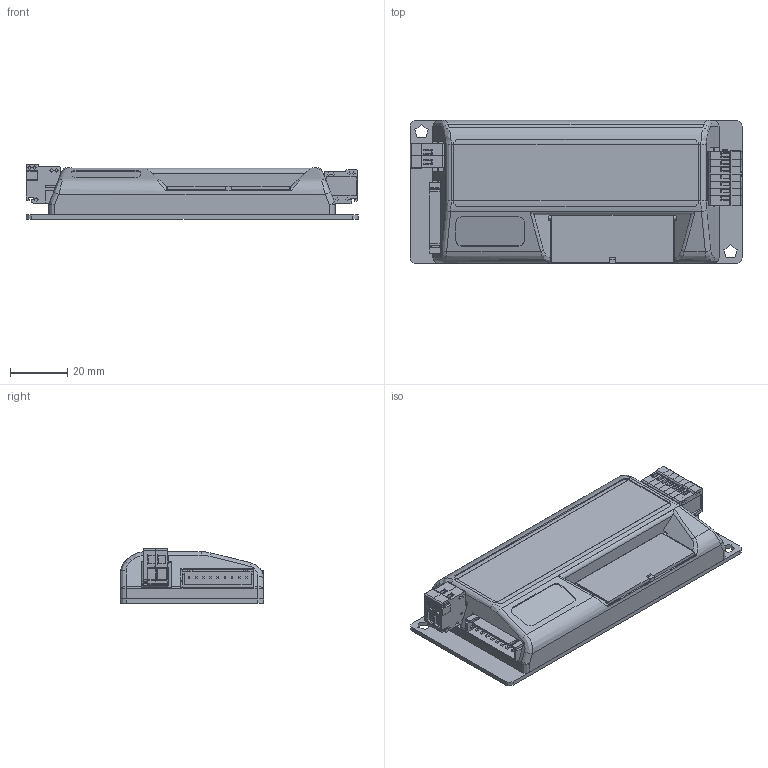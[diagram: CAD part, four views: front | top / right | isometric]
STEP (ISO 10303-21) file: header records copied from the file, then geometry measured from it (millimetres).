
FILE_DESCRIPTION(/* description */ (''),/* implementation_level */ '2;1');
FILE_NAME(/* name */ 'EZ-Qube-P v4.step',/* time_stamp */ '2022-08-30T15:48:36-04:00',/* author */ (''),/* organization */ (''),/* preprocessor_version */ 'ST-DEVELOPER v19',/* originating_system */ 'Autodesk Translation Framework v11.7.0.108',/* authorisation */ '');
FILE_SCHEMA (('AUTOMOTIVE_DESIGN { 1 0 10303 214 3 1 1 }'));
Products named in the file (11): EZ-Qube-P; EZ-Qube Family; EZ-Qube Heat Sink; EZ-Qube N/P PCB; 8EDGK-3.5-02P-11-01A(H); 8EDGK-2.5-07P-11-01A(H); EZ-Qube PCB Screw; EZ-Qube Top; EZ-Qube Window; EZ-Qube-N/P Overlay; EZ-Qube P Small Overlay
Assembly tree (13 placements, depth 4):
  EZ-Qube-P
    EZ-Qube Family
      EZ-Qube Heat Sink
      EZ-Qube N/P PCB
        8EDGK-3.5-02P-11-01A(H)
        8EDGK-2.5-07P-11-01A(H)
      EZ-Qube PCB Screw  x4
      EZ-Qube Top
      EZ-Qube Window
    EZ-Qube-N/P Overlay
    EZ-Qube P Small Overlay
Bounding box: 116.01 x 50 x 19.05 mm (x, y, z)
Volume: 32536.7 mm3; surface area: 56797.5 mm2
Topology: 49 solids, 145 shells, 6370 faces, 16822 edges, 10760 vertices
Faces by surface type: plane 4399, cylinder 1160, bspline 387, cone 359, sphere 40, torus 25
Full cylindrical faces by diameter (mm): 0.037 x4, 0.15 x7, 0.305 x8, 0.508 x30, 0.6 x9, 0.762 x10, 0.8 x12, 0.801 x28, 1 x9, 1.001 x53, 1.021 x4, 1.101 x30, 1.121 x2, 1.141 x32, 1.2 x7, 1.201 x25, 1.221 x3, 1.301 x28, 1.321 x3, 1.341 x24, 1.5 x2, 1.524 x2, 2.35 x36, 3 x44, 5 x6, 6 x4
Entity records: 207663 total; most frequent: CARTESIAN_POINT 50738, ORIENTED_EDGE 32722, DIRECTION 29912, EDGE_CURVE 16361, LINE 12744, VECTOR 12744, VERTEX_POINT 10478, AXIS2_PLACEMENT_3D 8584
